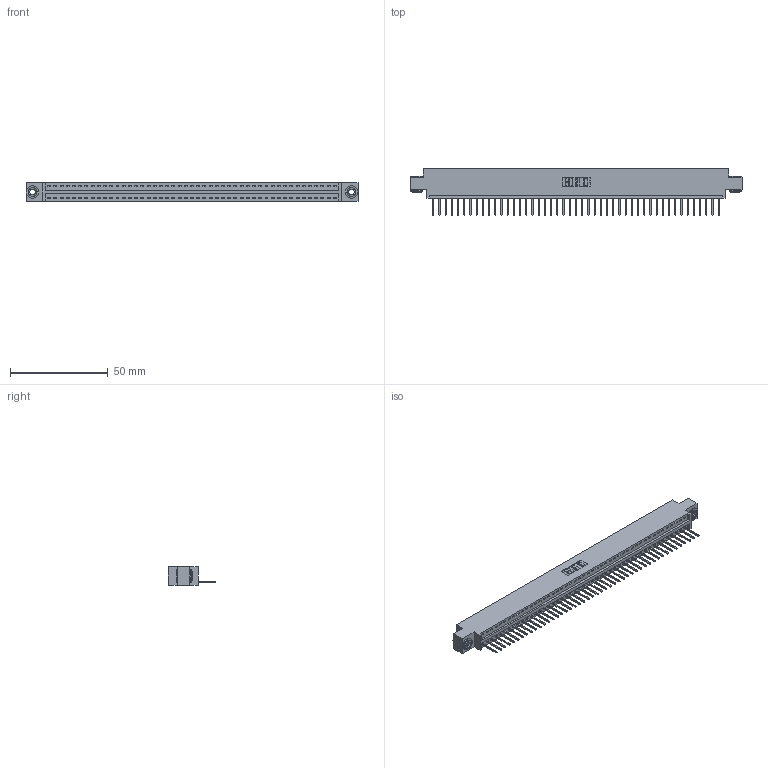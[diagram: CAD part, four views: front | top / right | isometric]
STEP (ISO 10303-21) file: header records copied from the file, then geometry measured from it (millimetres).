
FILE_DESCRIPTION (( 'STEP AP203' ), '1' );
FILE_NAME ('396-047-526-603.STEP', '2019-10-28T04:07:49', ( '' ), ( '' ), 'SwSTEP 2.0', 'SolidWorks 2016', '' );
FILE_SCHEMA (( 'CONFIG_CONTROL_DESIGN' ));
Length unit declared in the file: inch
Products named in the file (4): 345-250-002_345-250-002-102; 346 Part_0.170 Offset - 0.156 Dia-TH; 345-292-001_345-293-126; 396-047-526-603
Assembly tree (50 placements, depth 2):
  396-047-526-603
    346 Part_0.170 Offset - 0.156 Dia-TH
    345-292-001_345-293-126  x47
    345-250-002_345-250-002-102  x2
Bounding box: 169.8 x 24.13 x 9.4 mm (x, y, z)
Volume: 16115.3 mm3; surface area: 20529.8 mm2
Topology: 50 solids, 50 shells, 2890 faces, 8689 edges, 5726 vertices
Faces by surface type: plane 1970, cylinder 912, cone 8
Entity records: 29296 total; most frequent: CARTESIAN_POINT 5000, ORIENTED_EDGE 4974, DIRECTION 4435, EDGE_CURVE 2487, VECTOR 2143, LINE 2143, VERTEX_POINT 1654, AXIS2_PLACEMENT_3D 1146
